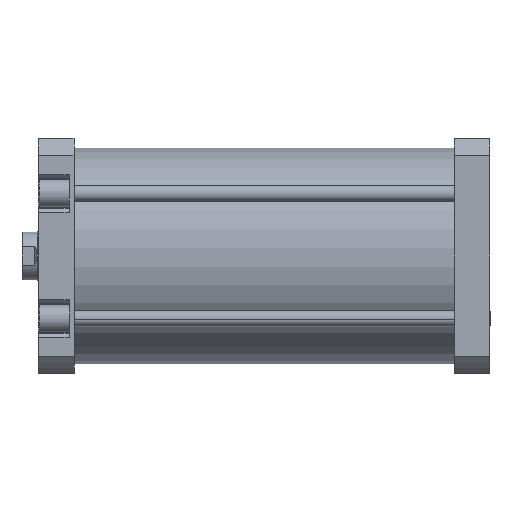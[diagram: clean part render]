
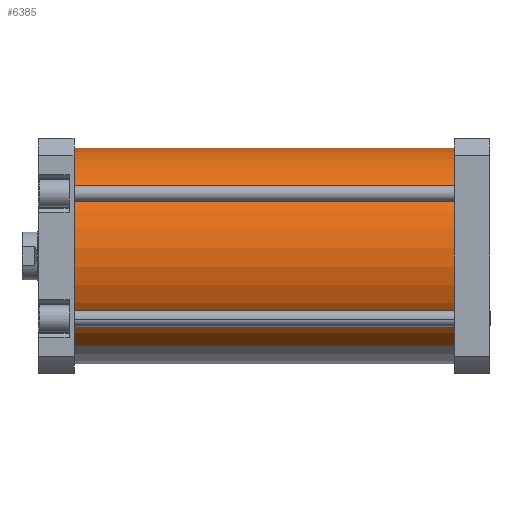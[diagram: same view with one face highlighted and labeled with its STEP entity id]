
A CAD part, front view. The second image highlights one B-rep face of the part: STEP entity #6385.
In plain terms, the highlighted cylindrical face has radius 66.5 mm (diameter 133 mm), a partial arc.
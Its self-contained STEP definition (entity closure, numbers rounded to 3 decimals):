
#94 = DIRECTION ( 'NONE',  ( 0., 0., -1. ) ) ;
#114 = DIRECTION ( 'NONE',  ( 0., 0., -1. ) ) ;
#148 = CARTESIAN_POINT ( 'NONE',  ( -66.5, 0., 234. ) ) ;
#156 = CARTESIAN_POINT ( 'NONE',  ( 66.5, 0., 234. ) ) ;
#226 = CARTESIAN_POINT ( 'NONE',  ( -66.5, 0., 0. ) ) ;
#228 = CARTESIAN_POINT ( 'NONE',  ( 66.5, 0., 0. ) ) ;
#231 = CARTESIAN_POINT ( 'NONE',  ( 66.5, 0., 234. ) ) ;
#233 = CARTESIAN_POINT ( 'NONE',  ( -66.5, 0., 234. ) ) ;
#486 = DIRECTION ( 'NONE',  ( 1., 0., 0. ) ) ;
#487 = DIRECTION ( 'NONE',  ( 0., 0., 1. ) ) ;
#488 = CARTESIAN_POINT ( 'NONE',  ( 0., 0., 0. ) ) ;
#1330 = DIRECTION ( 'NONE',  ( 1., 0., 0. ) ) ;
#1332 = DIRECTION ( 'NONE',  ( 0., 0., 1. ) ) ;
#1337 = CARTESIAN_POINT ( 'NONE',  ( 0., 0., 234. ) ) ;
#1589 = VERTEX_POINT ( 'NONE', #233 ) ;
#1590 = VERTEX_POINT ( 'NONE', #231 ) ;
#1591 = VERTEX_POINT ( 'NONE', #228 ) ;
#1592 = VERTEX_POINT ( 'NONE', #226 ) ;
#1766 = CIRCLE ( 'NONE', #5597, 66.5 ) ;
#1791 = VECTOR ( 'NONE', #94, 1000. ) ;
#1794 = LINE ( 'NONE', #148, #1791 ) ;
#1795 = VECTOR ( 'NONE', #114, 1000. ) ;
#1797 = LINE ( 'NONE', #156, #1795 ) ;
#2150 = EDGE_CURVE ( 'NONE', #1590, #1591, #1797, .T. ) ;
#2152 = EDGE_CURVE ( 'NONE', #1589, #1592, #1794, .T. ) ;
#3956 = EDGE_CURVE ( 'NONE', #1589, #1590, #1766, .T. ) ;
#4319 = ORIENTED_EDGE ( 'NONE', *, *, #2150, .F. ) ;
#4320 = ORIENTED_EDGE ( 'NONE', *, *, #3956, .F. ) ;
#4321 = ORIENTED_EDGE ( 'NONE', *, *, #2152, .T. ) ;
#4322 = ORIENTED_EDGE ( 'NONE', *, *, #5253, .T. ) ;
#4823 = CIRCLE ( 'NONE', #5705, 66.5 ) ;
#5046 = EDGE_LOOP ( 'NONE', ( #4319, #4320, #4321, #4322 ) ) ;
#5253 = EDGE_CURVE ( 'NONE', #1592, #1591, #4823, .T. ) ;
#5597 = AXIS2_PLACEMENT_3D ( 'NONE', #1337, #1332, #1330 ) ;
#5705 = AXIS2_PLACEMENT_3D ( 'NONE', #488, #487, #486 ) ;
#6102 = AXIS2_PLACEMENT_3D ( 'NONE', #7481, #7451, #7458 ) ;
#6385 = ADVANCED_FACE ( 'NONE', ( #7138 ), #7143, .T. ) ;
#7138 = FACE_OUTER_BOUND ( 'NONE', #5046, .T. ) ;
#7143 = CYLINDRICAL_SURFACE ( 'NONE', #6102, 66.5 ) ;
#7451 = DIRECTION ( 'NONE',  ( 0., 0., -1. ) ) ;
#7458 = DIRECTION ( 'NONE',  ( -1., 0., 0. ) ) ;
#7481 = CARTESIAN_POINT ( 'NONE',  ( 0., 0., 234. ) ) ;
